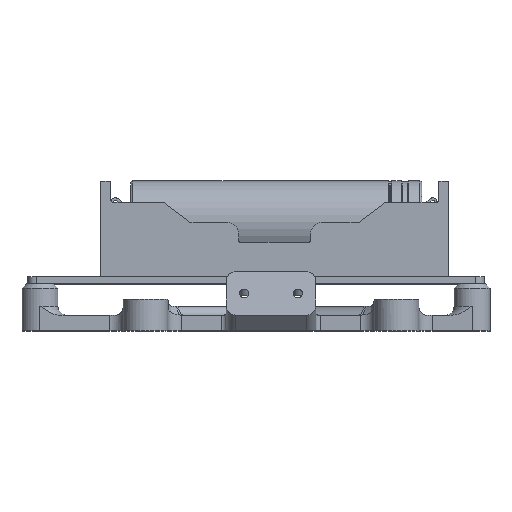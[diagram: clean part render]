
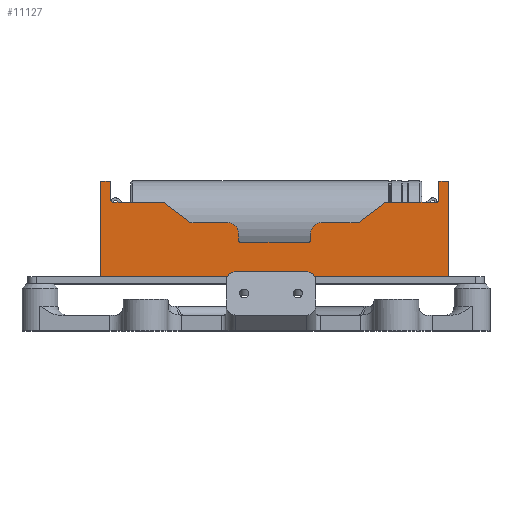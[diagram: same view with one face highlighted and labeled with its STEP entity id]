
A CAD part, top view. The second image highlights one B-rep face of the part: STEP entity #11127.
In plain terms, the highlighted face is planar.
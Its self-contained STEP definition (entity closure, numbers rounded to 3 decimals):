
#724=PLANE('',#11959);
#1036=FACE_OUTER_BOUND('',#1678,.T.);
#1678=EDGE_LOOP('',(#8011,#8012,#8013,#8014,#8015,#8016,#8017,#8018,#8019,
#8020,#8021,#8022,#8023,#8024,#8025,#8026,#8027,#8028,#8029,#8030,#8031,
#8032));
#2359=LINE('',#15768,#3328);
#2457=LINE('',#17395,#3426);
#2470=LINE('',#17419,#3439);
#2476=LINE('',#17435,#3445);
#2551=LINE('',#17617,#3520);
#2567=LINE('',#17662,#3536);
#2568=LINE('',#17664,#3537);
#2569=LINE('',#17668,#3538);
#2570=LINE('',#17670,#3539);
#2571=LINE('',#17672,#3540);
#2572=LINE('',#17676,#3541);
#2573=LINE('',#17680,#3542);
#2574=LINE('',#17684,#3543);
#2575=LINE('',#17688,#3544);
#2576=LINE('',#17690,#3545);
#2577=LINE('',#17691,#3546);
#3328=VECTOR('',#12934,77.7);
#3426=VECTOR('',#13038,2.192);
#3439=VECTOR('',#13059,21.3);
#3445=VECTOR('',#13073,21.3);
#3520=VECTOR('',#13206,2.192);
#3536=VECTOR('',#13240,4.12);
#3537=VECTOR('',#13241,4.12);
#3538=VECTOR('',#13244,11.351);
#3539=VECTOR('',#13245,7.613);
#3540=VECTOR('',#13246,8.246);
#3541=VECTOR('',#13249,1.552);
#3542=VECTOR('',#13252,15.173);
#3543=VECTOR('',#13255,1.552);
#3544=VECTOR('',#13258,8.246);
#3545=VECTOR('',#13259,7.613);
#3546=VECTOR('',#13260,11.351);
#4297=CIRCLE('',#11960,0.562);
#4298=CIRCLE('',#11961,0.562);
#4299=CIRCLE('',#11962,2.381);
#4300=CIRCLE('',#11963,0.456);
#4301=CIRCLE('',#11964,0.456);
#4302=CIRCLE('',#11965,2.381);
#4722=VERTEX_POINT('',#15765);
#4723=VERTEX_POINT('',#15767);
#4908=VERTEX_POINT('',#17392);
#4909=VERTEX_POINT('',#17394);
#4922=VERTEX_POINT('',#17433);
#5000=VERTEX_POINT('',#17615);
#5019=VERTEX_POINT('',#17659);
#5020=VERTEX_POINT('',#17660);
#5021=VERTEX_POINT('',#17663);
#5022=VERTEX_POINT('',#17665);
#5023=VERTEX_POINT('',#17667);
#5024=VERTEX_POINT('',#17669);
#5025=VERTEX_POINT('',#17671);
#5026=VERTEX_POINT('',#17673);
#5027=VERTEX_POINT('',#17675);
#5028=VERTEX_POINT('',#17677);
#5029=VERTEX_POINT('',#17679);
#5030=VERTEX_POINT('',#17681);
#5031=VERTEX_POINT('',#17683);
#5032=VERTEX_POINT('',#17685);
#5033=VERTEX_POINT('',#17687);
#5034=VERTEX_POINT('',#17689);
#5902=EDGE_CURVE('',#4723,#4722,#2359,.T.);
#6088=EDGE_CURVE('',#4908,#4909,#2457,.T.);
#6102=EDGE_CURVE('',#4908,#4723,#2470,.T.);
#6110=EDGE_CURVE('',#4922,#4722,#2476,.T.);
#6203=EDGE_CURVE('',#5000,#4922,#2551,.T.);
#6225=EDGE_CURVE('',#5019,#5020,#4297,.T.);
#6226=EDGE_CURVE('',#5020,#4909,#2567,.T.);
#6227=EDGE_CURVE('',#5000,#5021,#2568,.T.);
#6228=EDGE_CURVE('',#5021,#5022,#4298,.T.);
#6229=EDGE_CURVE('',#5022,#5023,#2569,.T.);
#6230=EDGE_CURVE('',#5023,#5024,#2570,.T.);
#6231=EDGE_CURVE('',#5024,#5025,#2571,.T.);
#6232=EDGE_CURVE('',#5025,#5026,#4299,.T.);
#6233=EDGE_CURVE('',#5026,#5027,#2572,.T.);
#6234=EDGE_CURVE('',#5027,#5028,#4300,.T.);
#6235=EDGE_CURVE('',#5028,#5029,#2573,.T.);
#6236=EDGE_CURVE('',#5029,#5030,#4301,.T.);
#6237=EDGE_CURVE('',#5030,#5031,#2574,.T.);
#6238=EDGE_CURVE('',#5031,#5032,#4302,.T.);
#6239=EDGE_CURVE('',#5032,#5033,#2575,.T.);
#6240=EDGE_CURVE('',#5033,#5034,#2576,.T.);
#6241=EDGE_CURVE('',#5034,#5019,#2577,.T.);
#8011=ORIENTED_EDGE('',*,*,#6225,.T.);
#8012=ORIENTED_EDGE('',*,*,#6226,.T.);
#8013=ORIENTED_EDGE('',*,*,#6088,.F.);
#8014=ORIENTED_EDGE('',*,*,#6102,.T.);
#8015=ORIENTED_EDGE('',*,*,#5902,.T.);
#8016=ORIENTED_EDGE('',*,*,#6110,.F.);
#8017=ORIENTED_EDGE('',*,*,#6203,.F.);
#8018=ORIENTED_EDGE('',*,*,#6227,.T.);
#8019=ORIENTED_EDGE('',*,*,#6228,.T.);
#8020=ORIENTED_EDGE('',*,*,#6229,.T.);
#8021=ORIENTED_EDGE('',*,*,#6230,.T.);
#8022=ORIENTED_EDGE('',*,*,#6231,.T.);
#8023=ORIENTED_EDGE('',*,*,#6232,.T.);
#8024=ORIENTED_EDGE('',*,*,#6233,.T.);
#8025=ORIENTED_EDGE('',*,*,#6234,.T.);
#8026=ORIENTED_EDGE('',*,*,#6235,.T.);
#8027=ORIENTED_EDGE('',*,*,#6236,.T.);
#8028=ORIENTED_EDGE('',*,*,#6237,.T.);
#8029=ORIENTED_EDGE('',*,*,#6238,.T.);
#8030=ORIENTED_EDGE('',*,*,#6239,.T.);
#8031=ORIENTED_EDGE('',*,*,#6240,.T.);
#8032=ORIENTED_EDGE('',*,*,#6241,.T.);
#11127=ADVANCED_FACE('',(#1036),#724,.F.);
#11959=AXIS2_PLACEMENT_3D('',#17658,#13236,#13237);
#11960=AXIS2_PLACEMENT_3D('',#17661,#13238,#13239);
#11961=AXIS2_PLACEMENT_3D('',#17666,#13242,#13243);
#11962=AXIS2_PLACEMENT_3D('',#17674,#13247,#13248);
#11963=AXIS2_PLACEMENT_3D('',#17678,#13250,#13251);
#11964=AXIS2_PLACEMENT_3D('',#17682,#13253,#13254);
#11965=AXIS2_PLACEMENT_3D('',#17686,#13256,#13257);
#12934=DIRECTION('',(0.,0.,1.));
#13038=DIRECTION('',(0.,0.,1.));
#13059=DIRECTION('',(0.,-1.,0.));
#13073=DIRECTION('',(0.,-1.,0.));
#13206=DIRECTION('',(0.,0.,1.));
#13236=DIRECTION('center_axis',(1.,0.,0.));
#13237=DIRECTION('ref_axis',(0.,0.,-1.));
#13238=DIRECTION('center_axis',(1.,0.,0.));
#13239=DIRECTION('ref_axis',(0.,0.,1.));
#13240=DIRECTION('',(0.,1.,0.));
#13241=DIRECTION('',(0.,-1.,0.));
#13242=DIRECTION('center_axis',(1.,0.,0.));
#13243=DIRECTION('ref_axis',(0.,0.,-1.));
#13244=DIRECTION('',(0.,0.,-1.));
#13245=DIRECTION('',(0.,-0.603,-0.798));
#13246=DIRECTION('',(0.,0.,-1.));
#13247=DIRECTION('center_axis',(-1.,0.,0.));
#13248=DIRECTION('ref_axis',(0.,0.,1.));
#13249=DIRECTION('',(0.,-1.,0.));
#13250=DIRECTION('center_axis',(1.,0.,0.));
#13251=DIRECTION('ref_axis',(0.,0.,-1.));
#13252=DIRECTION('',(0.,0.,-1.));
#13253=DIRECTION('center_axis',(1.,0.,0.));
#13254=DIRECTION('ref_axis',(0.,0.,1.));
#13255=DIRECTION('',(0.,1.,0.));
#13256=DIRECTION('center_axis',(-1.,0.,0.));
#13257=DIRECTION('ref_axis',(0.,0.,-1.));
#13258=DIRECTION('',(0.,0.,-1.));
#13259=DIRECTION('',(0.,0.603,-0.798));
#13260=DIRECTION('',(0.,0.,-1.));
#15765=CARTESIAN_POINT('',(-10.45,0.,38.85));
#15767=CARTESIAN_POINT('',(-10.45,0.,-38.85));
#15768=CARTESIAN_POINT('',(-10.45,0.,-38.85));
#17392=CARTESIAN_POINT('',(-10.45,21.3,-38.85));
#17394=CARTESIAN_POINT('',(-10.45,21.3,-36.658));
#17395=CARTESIAN_POINT('',(-10.45,21.3,-38.85));
#17419=CARTESIAN_POINT('',(-10.45,21.3,-38.85));
#17433=CARTESIAN_POINT('',(-10.45,21.3,38.85));
#17435=CARTESIAN_POINT('',(-10.45,21.3,38.85));
#17615=CARTESIAN_POINT('',(-10.45,21.3,36.658));
#17617=CARTESIAN_POINT('',(-10.45,21.3,36.658));
#17658=CARTESIAN_POINT('Origin',(-10.45,21.3,38.85));
#17659=CARTESIAN_POINT('',(-10.45,16.618,-36.096));
#17660=CARTESIAN_POINT('',(-10.45,17.18,-36.658));
#17661=CARTESIAN_POINT('Origin',(-10.45,17.18,-36.096));
#17662=CARTESIAN_POINT('',(-10.45,17.18,-36.658));
#17663=CARTESIAN_POINT('',(-10.45,17.18,36.658));
#17664=CARTESIAN_POINT('',(-10.45,21.3,36.658));
#17665=CARTESIAN_POINT('',(-10.45,16.618,36.096));
#17666=CARTESIAN_POINT('Origin',(-10.45,17.18,36.096));
#17667=CARTESIAN_POINT('',(-10.45,16.618,24.745));
#17668=CARTESIAN_POINT('',(-10.45,16.618,36.096));
#17669=CARTESIAN_POINT('',(-10.45,12.029,18.67));
#17670=CARTESIAN_POINT('',(-10.45,16.618,24.745));
#17671=CARTESIAN_POINT('',(-10.45,12.029,10.424));
#17672=CARTESIAN_POINT('',(-10.45,12.029,18.67));
#17673=CARTESIAN_POINT('',(-10.45,9.648,8.042));
#17674=CARTESIAN_POINT('Origin',(-10.45,9.648,10.424));
#17675=CARTESIAN_POINT('',(-10.45,8.095,8.042));
#17676=CARTESIAN_POINT('',(-10.45,9.648,8.042));
#17677=CARTESIAN_POINT('',(-10.45,7.64,7.587));
#17678=CARTESIAN_POINT('Origin',(-10.45,8.095,7.587));
#17679=CARTESIAN_POINT('',(-10.45,7.64,-7.587));
#17680=CARTESIAN_POINT('',(-10.45,7.64,7.587));
#17681=CARTESIAN_POINT('',(-10.45,8.095,-8.042));
#17682=CARTESIAN_POINT('Origin',(-10.45,8.095,-7.587));
#17683=CARTESIAN_POINT('',(-10.45,9.648,-8.042));
#17684=CARTESIAN_POINT('',(-10.45,8.095,-8.042));
#17685=CARTESIAN_POINT('',(-10.45,12.029,-10.424));
#17686=CARTESIAN_POINT('Origin',(-10.45,9.648,-10.424));
#17687=CARTESIAN_POINT('',(-10.45,12.029,-18.67));
#17688=CARTESIAN_POINT('',(-10.45,12.029,-10.424));
#17689=CARTESIAN_POINT('',(-10.45,16.618,-24.745));
#17690=CARTESIAN_POINT('',(-10.45,12.029,-18.67));
#17691=CARTESIAN_POINT('',(-10.45,16.618,-24.745));
